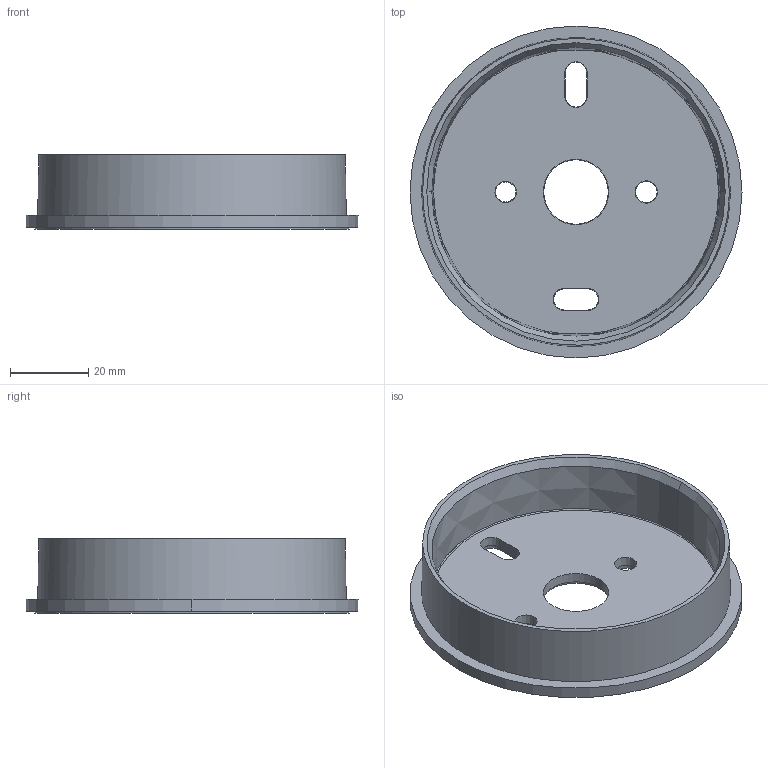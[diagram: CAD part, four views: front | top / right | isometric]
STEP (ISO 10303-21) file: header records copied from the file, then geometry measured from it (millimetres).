
FILE_DESCRIPTION (( 'STEP AP203' ), '1' );
FILE_NAME ('26170001.step', '2020-08-20T17:50:25', ( '' ), ( '' ), 'SwSTEP 2.0', 'SolidWorks 2019', '' );
FILE_SCHEMA (( 'CONFIG_CONTROL_DESIGN' ));
Length unit declared in the file: inch
Products named in the file (1): 26170001
Bounding box: 85 x 85 x 19 mm (x, y, z)
Volume: 26800.4 mm3; surface area: 19351.2 mm2
Topology: 1 solids, 1 shells, 54 faces, 127 edges, 85 vertices
Faces by surface type: cone 19, plane 19, cylinder 13, bspline 3
Entity records: 2152 total; most frequent: CARTESIAN_POINT 762, DIRECTION 288, ORIENTED_EDGE 254, EDGE_CURVE 127, AXIS2_PLACEMENT_3D 116, VERTEX_POINT 85, EDGE_LOOP 74, CIRCLE 64
